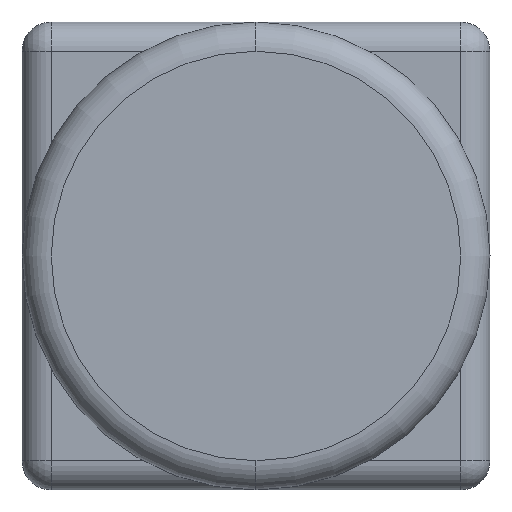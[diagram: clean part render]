
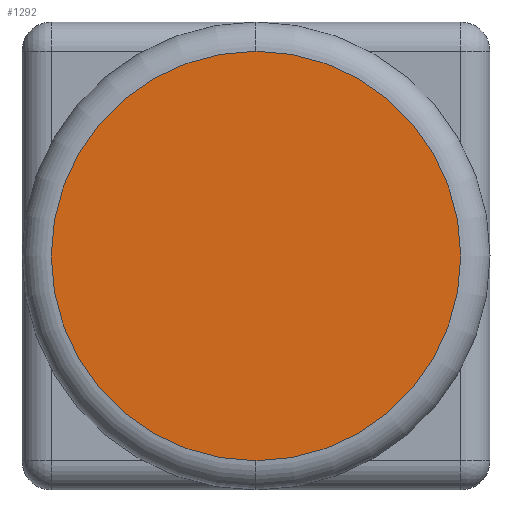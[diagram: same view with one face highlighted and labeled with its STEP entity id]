
A CAD part, left-side view. The second image highlights one B-rep face of the part: STEP entity #1292.
In plain terms, the highlighted planar face has unit normal (-1, 0, 0).
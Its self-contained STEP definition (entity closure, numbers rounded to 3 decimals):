
#9 = ORIENTED_EDGE ( 'NONE', *, *, #533, .T. ) ;
#63 = ORIENTED_EDGE ( 'NONE', *, *, #985, .T. ) ;
#110 = DIRECTION ( 'NONE',  ( -1., 0., 0. ) ) ;
#141 = CIRCLE ( 'NONE', #1087, 0.7 ) ;
#179 = FACE_OUTER_BOUND ( 'NONE', #716, .T. ) ;
#232 = CIRCLE ( 'NONE', #1138, 0.7 ) ;
#249 = CARTESIAN_POINT ( 'NONE',  ( -1.6, 0.8, 0.8 ) ) ;
#364 = DIRECTION ( 'NONE',  ( 0., 0., 1. ) ) ;
#370 = VERTEX_POINT ( 'NONE', #1161 ) ;
#385 = CARTESIAN_POINT ( 'NONE',  ( -1.6, 0.8, 0.1 ) ) ;
#503 = DIRECTION ( 'NONE',  ( 0., 0., -1. ) ) ;
#533 = EDGE_CURVE ( 'NONE', #370, #714, #141, .T. ) ;
#714 = VERTEX_POINT ( 'NONE', #385 ) ;
#716 = EDGE_LOOP ( 'NONE', ( #9, #63 ) ) ;
#765 = CARTESIAN_POINT ( 'NONE',  ( -1.6, 0.8, 0.8 ) ) ;
#827 = PLANE ( 'NONE',  #1077 ) ;
#870 = DIRECTION ( 'NONE',  ( 0., 0., 1. ) ) ;
#939 = CARTESIAN_POINT ( 'NONE',  ( -1.6, 0.8, 0.8 ) ) ;
#985 = EDGE_CURVE ( 'NONE', #714, #370, #232, .T. ) ;
#1014 = DIRECTION ( 'NONE',  ( -1., 0., 0. ) ) ;
#1077 = AXIS2_PLACEMENT_3D ( 'NONE', #939, #1162, #503 ) ;
#1087 = AXIS2_PLACEMENT_3D ( 'NONE', #249, #1014, #364 ) ;
#1138 = AXIS2_PLACEMENT_3D ( 'NONE', #765, #110, #870 ) ;
#1161 = CARTESIAN_POINT ( 'NONE',  ( -1.6, 0.8, 1.5 ) ) ;
#1162 = DIRECTION ( 'NONE',  ( -1., 0., 0. ) ) ;
#1292 = ADVANCED_FACE ( 'NONE', ( #179 ), #827, .T. ) ;
